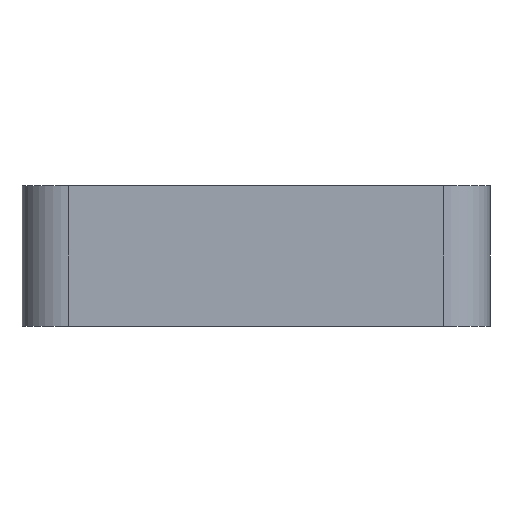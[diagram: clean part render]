
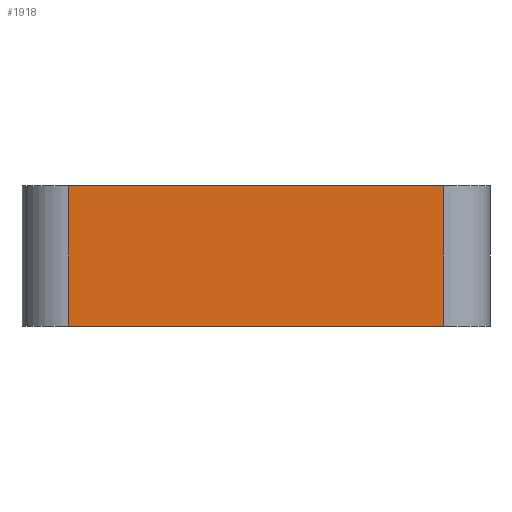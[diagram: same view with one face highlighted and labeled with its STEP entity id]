
A CAD part, left-side view. The second image highlights one B-rep face of the part: STEP entity #1918.
In plain terms, the highlighted planar face has unit normal (-1, 0, 0).
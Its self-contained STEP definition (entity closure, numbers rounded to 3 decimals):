
#89=PLANE('',#2049);
#156=FACE_OUTER_BOUND('',#271,.T.);
#271=EDGE_LOOP('',(#1315,#1316,#1317,#1318));
#387=LINE('',#2727,#589);
#388=LINE('',#2730,#590);
#389=LINE('',#2732,#591);
#390=LINE('',#2733,#592);
#589=VECTOR('',#2211,10.);
#590=VECTOR('',#2214,10.);
#591=VECTOR('',#2215,10.);
#592=VECTOR('',#2216,10.);
#837=VERTEX_POINT('',#2720);
#840=VERTEX_POINT('',#2725);
#841=VERTEX_POINT('',#2729);
#842=VERTEX_POINT('',#2731);
#1021=EDGE_CURVE('',#840,#837,#387,.T.);
#1022=EDGE_CURVE('',#841,#840,#388,.T.);
#1023=EDGE_CURVE('',#842,#841,#389,.T.);
#1024=EDGE_CURVE('',#837,#842,#390,.T.);
#1315=ORIENTED_EDGE('',*,*,#1021,.F.);
#1316=ORIENTED_EDGE('',*,*,#1022,.F.);
#1317=ORIENTED_EDGE('',*,*,#1023,.F.);
#1318=ORIENTED_EDGE('',*,*,#1024,.F.);
#1918=ADVANCED_FACE('',(#156),#89,.T.);
#2049=AXIS2_PLACEMENT_3D('',#2728,#2212,#2213);
#2211=DIRECTION('',(0.,0.,-1.));
#2212=DIRECTION('center_axis',(-1.,0.,0.));
#2213=DIRECTION('ref_axis',(0.,0.,1.));
#2214=DIRECTION('',(0.,-1.,0.));
#2215=DIRECTION('',(0.,0.,1.));
#2216=DIRECTION('',(0.,1.,0.));
#2720=CARTESIAN_POINT('',(-212.327,-17.949,-83.431));
#2725=CARTESIAN_POINT('',(-212.327,-17.949,-23.431));
#2727=CARTESIAN_POINT('',(-212.327,-17.949,-23.431));
#2728=CARTESIAN_POINT('Origin',(-212.327,-27.949,-23.431));
#2729=CARTESIAN_POINT('',(-212.325,142.051,-23.431));
#2730=CARTESIAN_POINT('',(-212.327,-27.949,-23.431));
#2731=CARTESIAN_POINT('',(-212.325,142.051,-83.431));
#2732=CARTESIAN_POINT('',(-212.325,142.051,-23.431));
#2733=CARTESIAN_POINT('',(-212.325,152.051,-83.431));
